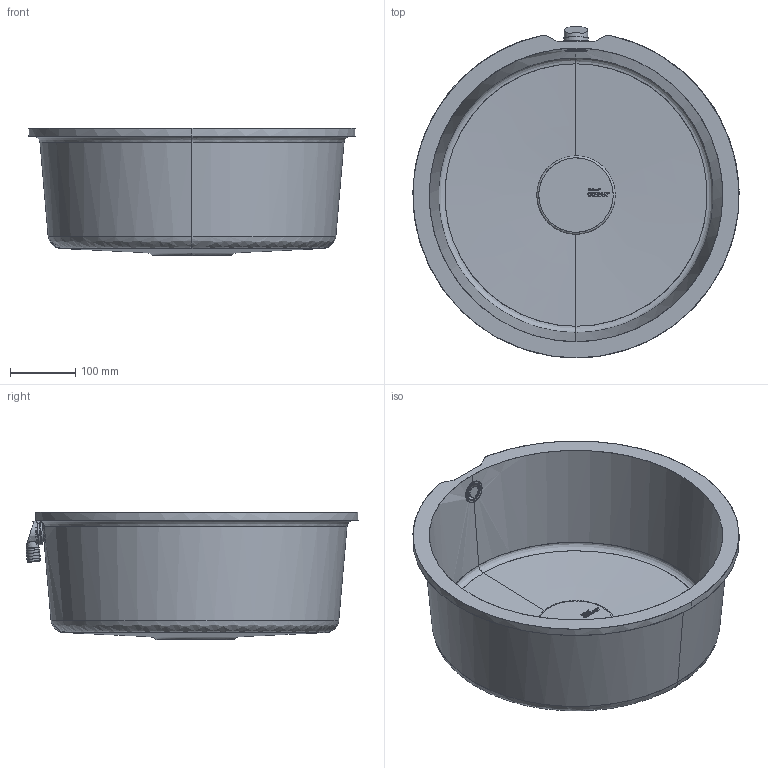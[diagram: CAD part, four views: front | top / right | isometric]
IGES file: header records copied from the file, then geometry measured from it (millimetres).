
Global section: file name: 69HROUNDED 9310.igs; native system: Rhinoceros ( Oct  8 2013 ); preprocessor: Trout Lake IGES 012 Oct  8 2013; date: 151222.090732; units: millimetre
Bounding box: 499.98 x 508.9 x 195 mm (x, y, z)
Surface area: 883591.6 mm2 (no closed solid volume)
Topology: 0 solids, 0 shells, 3966 faces, 14734 edges, 14728 vertices
Faces by surface type: bspline 3966
